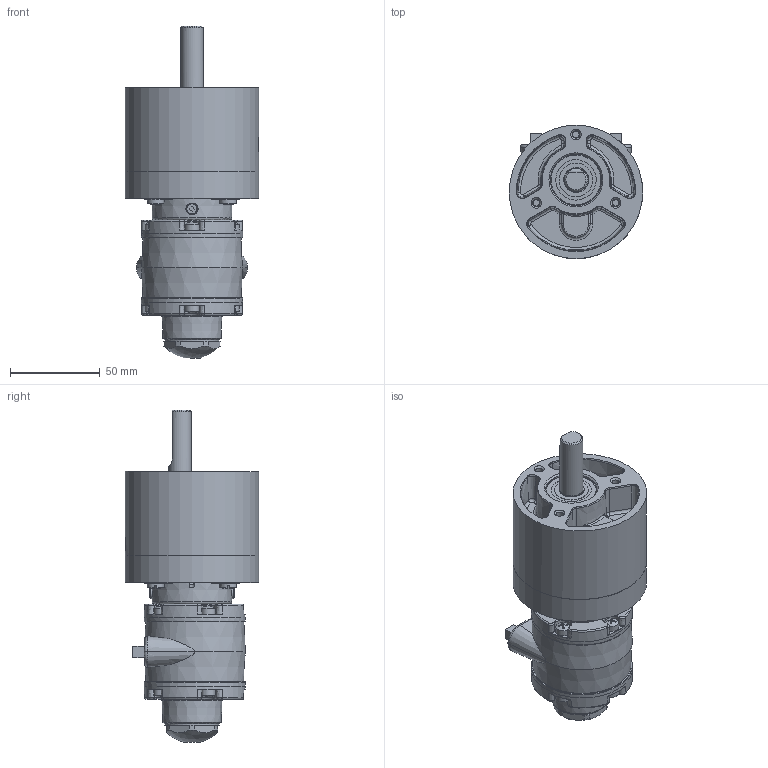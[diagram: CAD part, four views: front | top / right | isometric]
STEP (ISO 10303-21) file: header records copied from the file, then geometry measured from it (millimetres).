
FILE_DESCRIPTION (( 'STEP AP214' ), '1' );
FILE_NAME ('1UP-NRV-11-GR11.STEP', '2025-05-05T11:51:49', ( '' ), ( '' ), 'SwSTEP 2.0', 'SolidWorks 2023', '' );
FILE_SCHEMA (( 'AUTOMOTIVE_DESIGN' ));
Length unit declared in the file: inch
Products named in the file (41): AC228A; AE196A; GR11; BB505; AC737; BB542; AC192; AA623D; AE898; BA500; AC190A; AC739rR; AC520D; AE189; AG549; AC738rM; AA517A; 1UP-NRV-11-GR11; AE894; AD823; AE924; AE195; AC736; AA498; AE333; BB627; AE197
Assembly tree (32 placements, depth 3):
  AA623D
  AC190A
  AG549
  AA517A
  1UP-NRV-11-GR11
    AE898
    AC520D
    AC192
    AC228A
    AE924
    AE924
    GR11
      AC737
      AC739rR
      AC738rM
      AC736
      AE195
      AE189
      AE196A
      BB542
      BB542
      BB542
      BB542
      BB627  x2
      BA500
      BA500
    BB505
    BB505
    BB505
    BB505
    BB505
    BB505
    BB505
    BB505
    BB505
    BB505
Bounding box: 74.44 x 74.48 x 184.98 mm (x, y, z)
Volume: 130455 mm3; surface area: 92214.7 mm2
Topology: 31 solids, 33 shells, 931 faces, 2261 edges, 1417 vertices
Faces by surface type: plane 241, cylinder 221, bspline 206, cone 148, torus 102, sphere 13
Full cylindrical faces by diameter (mm): 1.219 x1, 3.048 x1, 3.995 x1, 4.039 x3, 4.826 x10, 5.525 x4, 5.537 x2, 5.715 x4, 7.95 x10, 8.433 x2, 11.176 x1, 12.04 x1, 12.69 x1, 12.7 x1, 21.336 x1, 22.606 x1, 23.368 x1, 23.431 x1, 28.15 x3, 28.579 x1, 30.175 x1, 31.722 x1, 31.788 x1, 33.031 x1, 52.671 x1, 71.03 x2, 74.422 x2
Entity records: 36088 total; most frequent: CARTESIAN_POINT 15468, ORIENTED_EDGE 3874, DIRECTION 3605, EDGE_CURVE 1938, AXIS2_PLACEMENT_3D 1590, VERTEX_POINT 1300, EDGE_LOOP 1207, FACE_OUTER_BOUND 1033
